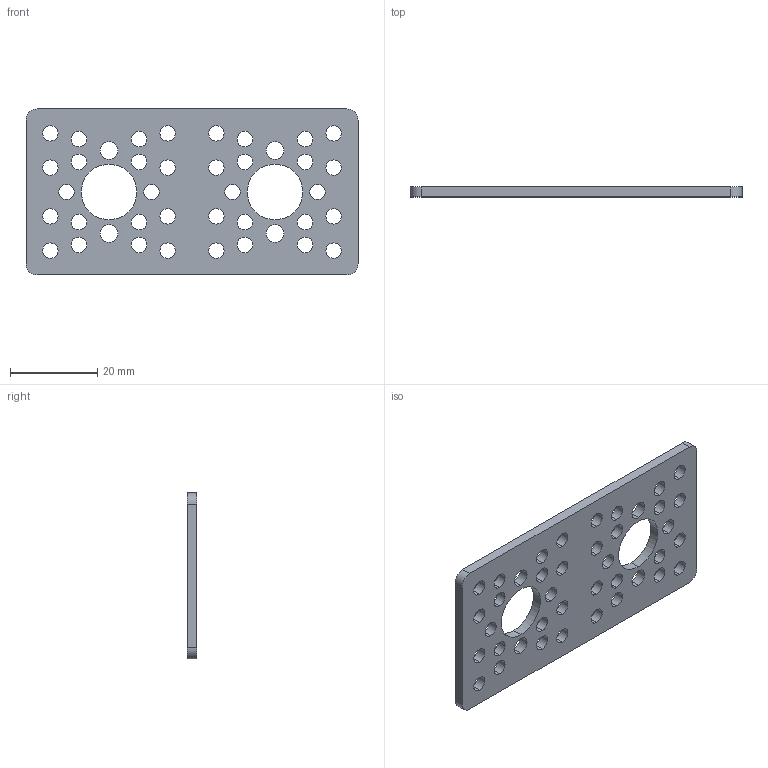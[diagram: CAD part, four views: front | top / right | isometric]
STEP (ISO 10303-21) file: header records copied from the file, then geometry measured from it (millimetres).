
FILE_DESCRIPTION (( 'STEP AP203' ), '1' );
FILE_NAME ('585422.STEP', '2014-07-14T20:56:26', ( 'Kyle' ), ( 'Microsoft' ), 'SwSTEP 2.0', 'SolidWorks 2014', '' );
FILE_SCHEMA (( 'CONFIG_CONTROL_DESIGN' ));
Length unit declared in the file: inch
Products named in the file (1): 585422
Bounding box: 76.2 x 2.29 x 38.1 mm (x, y, z)
Volume: 5106.7 mm3; surface area: 6199.3 mm2
Topology: 1 solids, 1 shells, 94 faces, 276 edges, 184 vertices
Faces by surface type: cylinder 88, plane 6
Entity records: 3483 total; most frequent: DIRECTION 642, CARTESIAN_POINT 555, ORIENTED_EDGE 552, EDGE_CURVE 276, AXIS2_PLACEMENT_3D 271, VERTEX_POINT 184, EDGE_LOOP 178, CIRCLE 176
